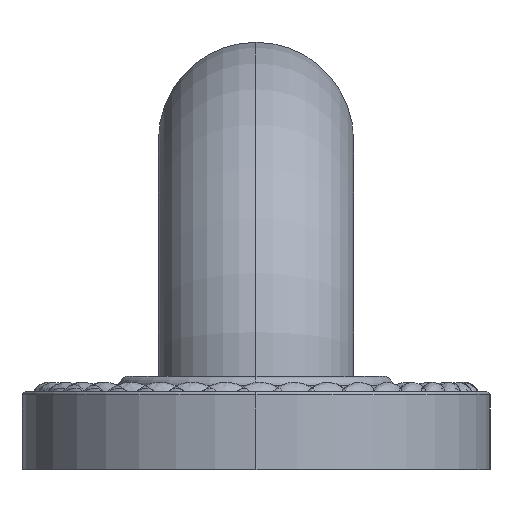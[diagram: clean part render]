
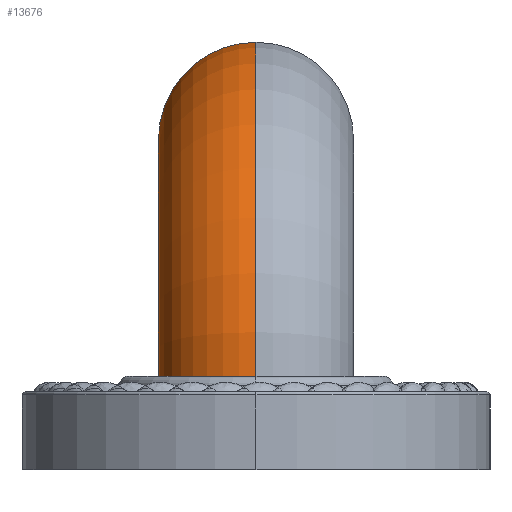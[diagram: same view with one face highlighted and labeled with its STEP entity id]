
A CAD part, left-side view. The second image highlights one B-rep face of the part: STEP entity #13676.
In plain terms, the highlighted toroidal (fillet/blend) face has major radius 41.275 mm and minor radius 15.875 mm.
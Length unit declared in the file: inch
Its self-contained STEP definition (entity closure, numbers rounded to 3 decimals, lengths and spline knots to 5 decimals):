
#13433=CARTESIAN_POINT('',(-24.,0.,0.49));
#13434=DIRECTION('',(0.,0.,-1.));
#13435=DIRECTION('',(-1.,0.,0.));
#13436=AXIS2_PLACEMENT_3D('',#13433,#13434,#13435);
#13438=CARTESIAN_POINT('',(-22.375,0.,0.49));
#13439=DIRECTION('',(0.,1.,0.));
#13440=DIRECTION('',(-1.,0.,0.));
#13441=AXIS2_PLACEMENT_3D('',#13438,#13439,#13440);
#13448=CARTESIAN_POINT('',(-22.375,0.,0.49));
#13449=DIRECTION('',(0.,1.,0.));
#13450=DIRECTION('',(-1.,0.,0.));
#13451=AXIS2_PLACEMENT_3D('',#13448,#13449,#13450);
#13489=CARTESIAN_POINT('',(-22.375,0.,2.115));
#13490=DIRECTION('',(1.,0.,0.));
#13491=DIRECTION('',(0.,0.,-1.));
#13492=AXIS2_PLACEMENT_3D('',#13489,#13490,#13491);
#13625=CARTESIAN_POINT('',(-23.375,0.,0.49));
#13626=CARTESIAN_POINT('',(-24.625,0.,0.49));
#13627=VERTEX_POINT('',#13625);
#13628=VERTEX_POINT('',#13626);
#13633=CARTESIAN_POINT('',(-22.375,0.,1.49));
#13634=CARTESIAN_POINT('',(-22.375,0.,2.74));
#13635=VERTEX_POINT('',#13633);
#13636=VERTEX_POINT('',#13634);
#13661=CARTESIAN_POINT('',(-22.375,0.,0.49));
#13662=DIRECTION('',(0.,1.,0.));
#13663=DIRECTION('',(1.,0.,0.));
#13664=AXIS2_PLACEMENT_3D('',#13661,#13662,#13663);
#13665=TOROIDAL_SURFACE('',#13664,1.625,0.625);
#13667=ORIENTED_EDGE('',*,*,#13666,.T.);
#13669=ORIENTED_EDGE('',*,*,#13668,.T.);
#13671=ORIENTED_EDGE('',*,*,#13670,.T.);
#13673=ORIENTED_EDGE('',*,*,#13672,.F.);
#13674=EDGE_LOOP('',(#13667,#13669,#13671,#13673));
#13675=FACE_OUTER_BOUND('',#13674,.F.);
#13676=ADVANCED_FACE('',(#13675),#13665,.T.);
#13437=CIRCLE('',#13436,0.625);
#13442=CIRCLE('',#13441,1.);
#13452=CIRCLE('',#13451,2.25);
#13493=CIRCLE('',#13492,0.625);
#13666=EDGE_CURVE('',#13628,#13627,#13437,.T.);
#13668=EDGE_CURVE('',#13627,#13635,#13442,.T.);
#13670=EDGE_CURVE('',#13635,#13636,#13493,.T.);
#13672=EDGE_CURVE('',#13628,#13636,#13452,.T.);
